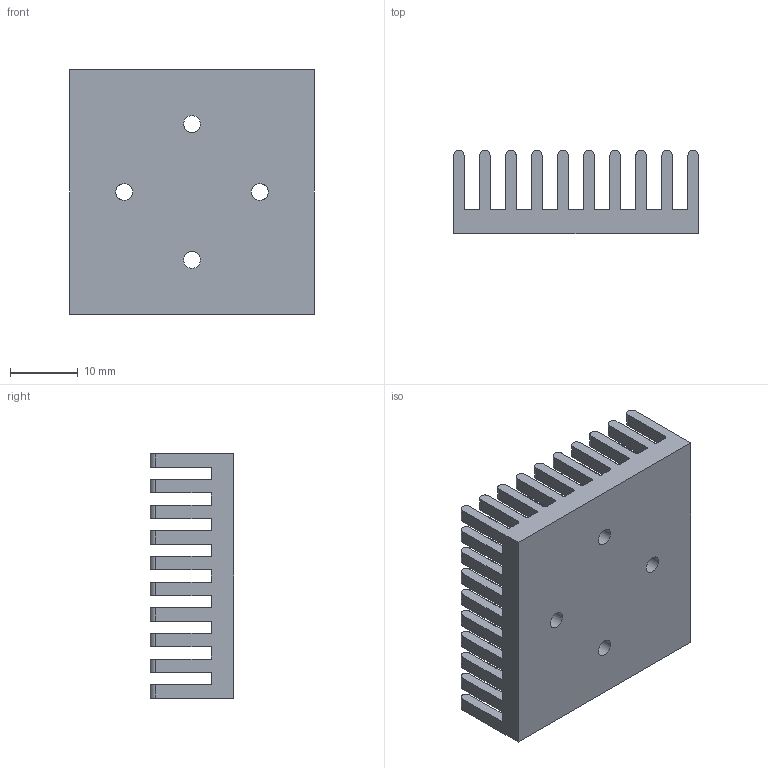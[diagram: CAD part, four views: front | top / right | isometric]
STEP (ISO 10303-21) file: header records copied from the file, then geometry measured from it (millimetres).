
FILE_DESCRIPTION(('FreeCAD Model'),'2;1');
FILE_NAME('HeatSink.step','2017-07-18T17:22:53',('Author'),( ''),'Open CASCADE STEP processor 7.1','FreeCAD','Unknown');
FILE_SCHEMA(('AUTOMOTIVE_DESIGN_CC2 { 1 2 10303 214 -1 1 5 4 }'));
Length unit declared in the file: millimetre
Products named in the file (1): Pocket_drill_M3
Bounding box: 36 x 12.3 x 36 mm (x, y, z)
Volume: 6912.6 mm3; surface area: 9189.1 mm2
Topology: 1 solids, 1 shells, 594 faces, 1788 edges, 1192 vertices
Faces by surface type: plane 310, cylinder 284
Full cylindrical faces by diameter (mm): 2.5 x4
Entity records: 44575 total; most frequent: CARTESIAN_POINT 11329, DIRECTION 5722, ORIENTED_EDGE 3576, PCURVE 3576, DEFINITIONAL_REPRESENTATION 3576, LINE 3124, VECTOR 3124, EDGE_CURVE 1788
